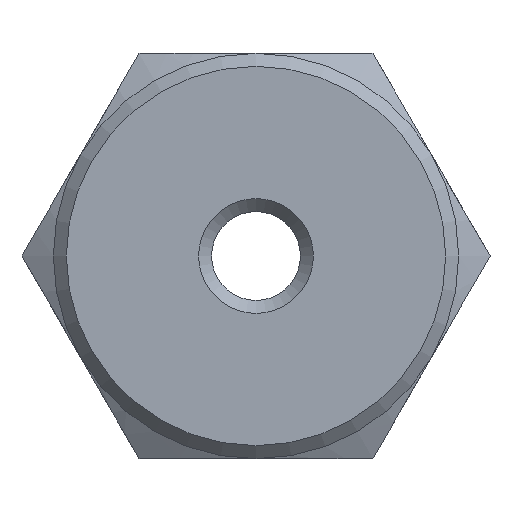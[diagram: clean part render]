
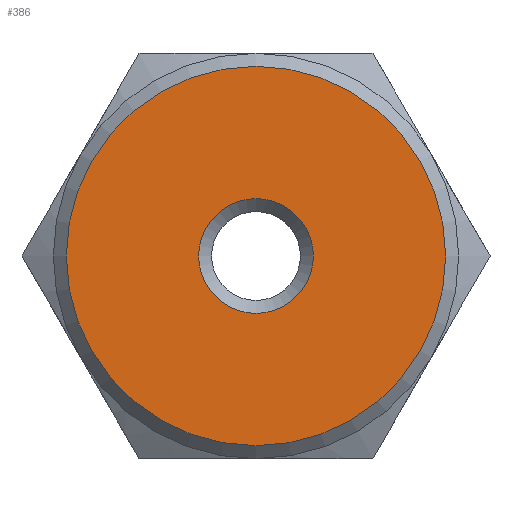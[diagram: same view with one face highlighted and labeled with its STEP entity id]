
A CAD part, left-side view. The second image highlights one B-rep face of the part: STEP entity #386.
In plain terms, the highlighted planar face has unit normal (-1, 0, 0).
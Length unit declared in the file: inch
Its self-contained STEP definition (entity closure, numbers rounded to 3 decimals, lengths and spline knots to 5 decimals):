
#18=FACE_BOUND('',#98,.T.);
#49=PLANE('',#449);
#71=FACE_OUTER_BOUND('',#97,.T.);
#97=EDGE_LOOP('',(#318));
#98=EDGE_LOOP('',(#319));
#120=CIRCLE('',#447,0.04425);
#122=CIRCLE('',#450,0.14625);
#177=VERTEX_POINT('',#705);
#179=VERTEX_POINT('',#711);
#228=EDGE_CURVE('',#177,#177,#120,.T.);
#231=EDGE_CURVE('',#179,#179,#122,.T.);
#318=ORIENTED_EDGE('',*,*,#231,.F.);
#319=ORIENTED_EDGE('',*,*,#228,.F.);
#386=ADVANCED_FACE('',(#71,#18),#49,.F.);
#447=AXIS2_PLACEMENT_3D('',#706,#534,#535);
#449=AXIS2_PLACEMENT_3D('',#710,#539,#540);
#450=AXIS2_PLACEMENT_3D('',#712,#541,#542);
#534=DIRECTION('center_axis',(-1.,0.,0.));
#535=DIRECTION('ref_axis',(0.,1.,0.));
#539=DIRECTION('center_axis',(1.,0.,0.));
#540=DIRECTION('ref_axis',(0.,0.,-1.));
#541=DIRECTION('center_axis',(1.,0.,0.));
#542=DIRECTION('ref_axis',(0.,-1.,0.));
#705=CARTESIAN_POINT('',(-0.31,-0.04425,0.));
#706=CARTESIAN_POINT('Origin',(-0.31,0.,0.));
#710=CARTESIAN_POINT('Origin',(-0.31,0.,0.));
#711=CARTESIAN_POINT('',(-0.31,0.14625,0.));
#712=CARTESIAN_POINT('Origin',(-0.31,0.,0.));
